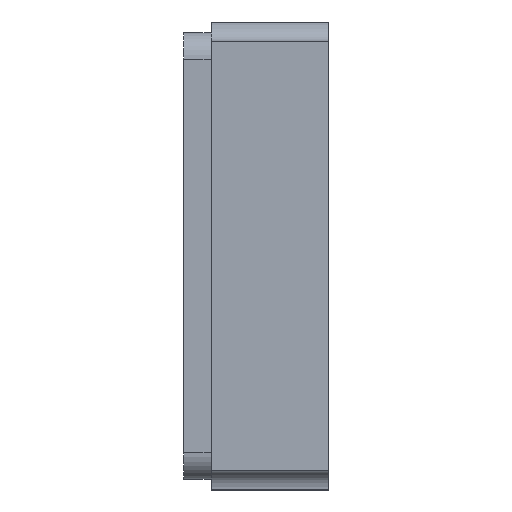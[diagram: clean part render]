
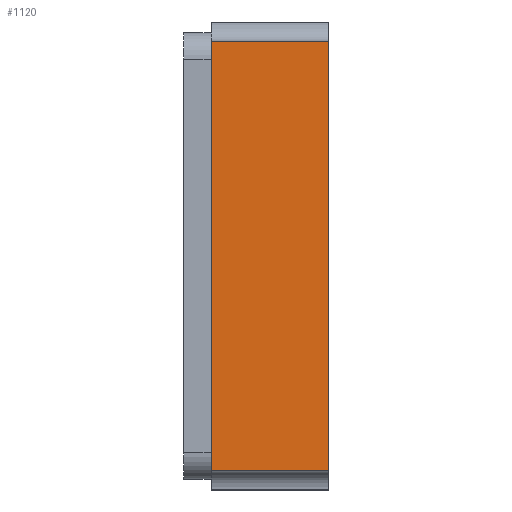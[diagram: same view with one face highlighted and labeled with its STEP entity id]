
A CAD part, left-side view. The second image highlights one B-rep face of the part: STEP entity #1120.
In plain terms, the highlighted planar face has unit normal (-1, 0, 0).
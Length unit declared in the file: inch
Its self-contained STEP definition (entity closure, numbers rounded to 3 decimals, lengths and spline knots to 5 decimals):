
#2 = EDGE_CURVE ( 'NONE', #225, #1565, #1090, .T. ) ;
#12 = PLANE ( 'NONE',  #664 ) ;
#26 = DIRECTION ( 'NONE',  ( 0., 0., 1. ) ) ;
#94 = CARTESIAN_POINT ( 'NONE',  ( -0.075, 0., -0.101 ) ) ;
#225 = VERTEX_POINT ( 'NONE', #1725 ) ;
#248 = ORIENTED_EDGE ( 'NONE', *, *, #795, .T. ) ;
#359 = CARTESIAN_POINT ( 'NONE',  ( -0.075, 0., 0.101 ) ) ;
#363 = CARTESIAN_POINT ( 'NONE',  ( -0.075, 0.055, -0.101 ) ) ;
#372 = LINE ( 'NONE', #2147, #1258 ) ;
#435 = ORIENTED_EDGE ( 'NONE', *, *, #1050, .F. ) ;
#460 = VECTOR ( 'NONE', #26, 39.37008 ) ;
#486 = CARTESIAN_POINT ( 'NONE',  ( -0.075, 0.055, -0.101 ) ) ;
#492 = EDGE_LOOP ( 'NONE', ( #987, #1183, #435, #248 ) ) ;
#536 = CARTESIAN_POINT ( 'NONE',  ( -0.075, 0.055, 0.101 ) ) ;
#664 = AXIS2_PLACEMENT_3D ( 'NONE', #363, #736, #1622 ) ;
#704 = DIRECTION ( 'NONE',  ( 0., -1., 0. ) ) ;
#736 = DIRECTION ( 'NONE',  ( 1., 0., 0. ) ) ;
#775 = LINE ( 'NONE', #1109, #460 ) ;
#795 = EDGE_CURVE ( 'NONE', #1033, #1782, #372, .T. ) ;
#889 = EDGE_CURVE ( 'NONE', #1782, #1565, #2275, .T. ) ;
#919 = DIRECTION ( 'NONE',  ( 0., -1., 0. ) ) ;
#987 = ORIENTED_EDGE ( 'NONE', *, *, #889, .T. ) ;
#1033 = VERTEX_POINT ( 'NONE', #486 ) ;
#1050 = EDGE_CURVE ( 'NONE', #1033, #225, #775, .T. ) ;
#1090 = LINE ( 'NONE', #536, #1333 ) ;
#1109 = CARTESIAN_POINT ( 'NONE',  ( -0.075, 0.055, -0.101 ) ) ;
#1120 = ADVANCED_FACE ( 'NONE', ( #1153 ), #12, .F. ) ;
#1153 = FACE_OUTER_BOUND ( 'NONE', #492, .T. ) ;
#1183 = ORIENTED_EDGE ( 'NONE', *, *, #2, .F. ) ;
#1258 = VECTOR ( 'NONE', #919, 39.37008 ) ;
#1333 = VECTOR ( 'NONE', #704, 39.37008 ) ;
#1565 = VERTEX_POINT ( 'NONE', #359 ) ;
#1582 = VECTOR ( 'NONE', #1588, 39.37008 ) ;
#1588 = DIRECTION ( 'NONE',  ( 0., 0., 1. ) ) ;
#1622 = DIRECTION ( 'NONE',  ( 0., 0., -1. ) ) ;
#1725 = CARTESIAN_POINT ( 'NONE',  ( -0.075, 0.055, 0.101 ) ) ;
#1782 = VERTEX_POINT ( 'NONE', #94 ) ;
#2128 = CARTESIAN_POINT ( 'NONE',  ( -0.075, 0., -0.101 ) ) ;
#2147 = CARTESIAN_POINT ( 'NONE',  ( -0.075, 0.055, -0.101 ) ) ;
#2275 = LINE ( 'NONE', #2128, #1582 ) ;
